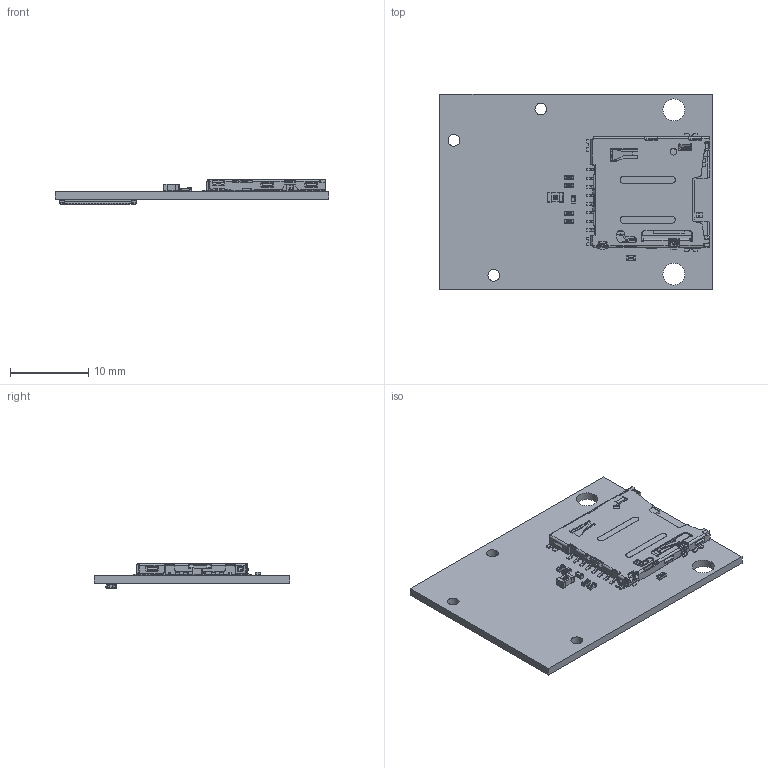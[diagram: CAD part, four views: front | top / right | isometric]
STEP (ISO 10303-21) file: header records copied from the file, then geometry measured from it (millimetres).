
FILE_DESCRIPTION(('Open CASCADE Model'),'2;1');
FILE_NAME('Open CASCADE Shape Model','2021-06-16T11:17:18',('Author'),( 'Open CASCADE'),'Open CASCADE STEP processor 6.8','Open CASCADE 6.8' ,'Unknown');
FILE_SCHEMA(('AUTOMOTIVE_DESIGN { 1 0 10303 214 1 1 1 1 }'));
Length unit declared in the file: millimetre
Products named in the file (17): PCB; Board; Open CASCADE STEP translator 6.8 1.1.1; J1; axe640124; J2; 1408c009-mspt09-b0-460l; C2; C0805; R1; RES_1005-0402; R2; R3; R4; R5; C1; C0402
Assembly tree (20 placements, depth 3):
  PCB
    Board
      Open CASCADE STEP translator 6.8 1.1.1
    J1
      axe640124
    J2
      1408c009-mspt09-b0-460l
    C2
      C0805
    R1
      RES_1005-0402
    R2
      RES_1005-0402
    R3
      RES_1005-0402
    R4
      RES_1005-0402
    R5
      RES_1005-0402
    C1
      C0402
Bounding box: 35 x 25 x 3.17 mm (x, y, z)
Volume: 988.8 mm3; surface area: 2944.3 mm2
Topology: 25 solids, 33 shells, 2889 faces, 7955 edges, 5150 vertices
Faces by surface type: plane 1945, cylinder 626, bspline 247, cone 40, sphere 18, torus 13
Full cylindrical faces by diameter (mm): 1.5 x3, 2.8 x2
Entity records: 91790 total; most frequent: CARTESIAN_POINT 19543, ORIENTED_EDGE 14056, DIRECTION 12678, EDGE_CURVE 7028, LINE 5152, VECTOR 5152, VERTEX_POINT 4550, AXIS2_PLACEMENT_3D 3763
